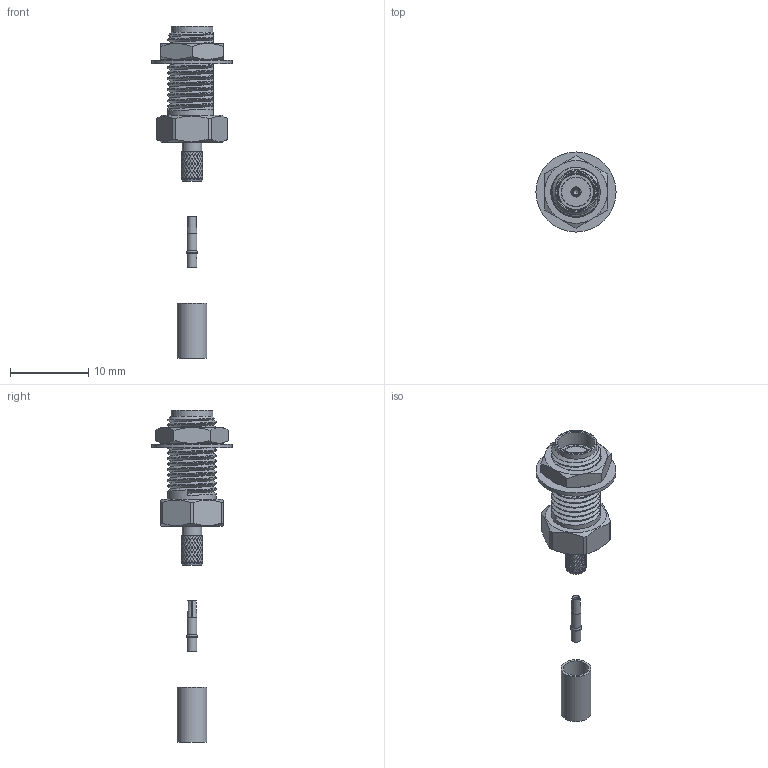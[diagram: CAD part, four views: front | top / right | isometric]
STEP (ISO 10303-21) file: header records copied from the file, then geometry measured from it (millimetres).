
FILE_DESCRIPTION(/* description */ ('Unknown'),/* implementation_level */ '2;1');
FILE_NAME(/* name */ '60326421110320',/* time_stamp */ '2019-03-27T09:30:25+01:00',/* author */ ('Unknown'),/* organization */ ('Unknown'),/* preprocessor_version */ 'ST-DEVELOPER v16.7',/* originating_system */ 'DEX',/* authorisation */ $);
FILE_SCHEMA (('AUTOMOTIVE_DESIGN {1 0 10303 214 3 1 1}'));
Products named in the file (1): 60326421110320
Bounding box: 10.2 x 10.2 x 42.3 mm (x, y, z)
Volume: 543.7 mm3; surface area: 1128 mm2
Topology: 4 solids, 4 shells, 1488 faces, 3208 edges, 1725 vertices
Faces by surface type: bspline 979, cylinder 401, plane 73, cone 34, sphere 1
Full cylindrical faces by diameter (mm): 0.5 x1, 0.6 x1, 0.95 x1, 1.27 x2, 1.3 x1, 1.43 x1, 1.7 x1, 1.8 x1, 2.5 x1, 3.2 x1, 3.7 x1, 3.8 x2, 4.5 x1, 4.65 x1, 5.33 x1, 10.2 x1
Entity records: 57102 total; most frequent: CARTESIAN_POINT 33832, ORIENTED_EDGE 6324, EDGE_CURVE 3162, B_SPLINE_CURVE_WITH_KNOTS 2675, DIRECTION 1797, VERTEX_POINT 1713, FACE_BOUND 1539, EDGE_LOOP 1537
